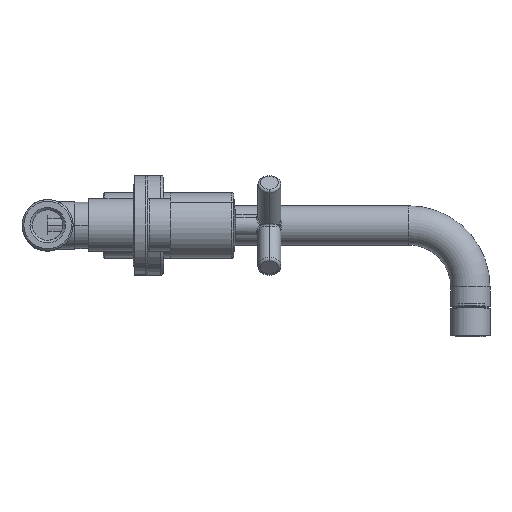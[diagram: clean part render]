
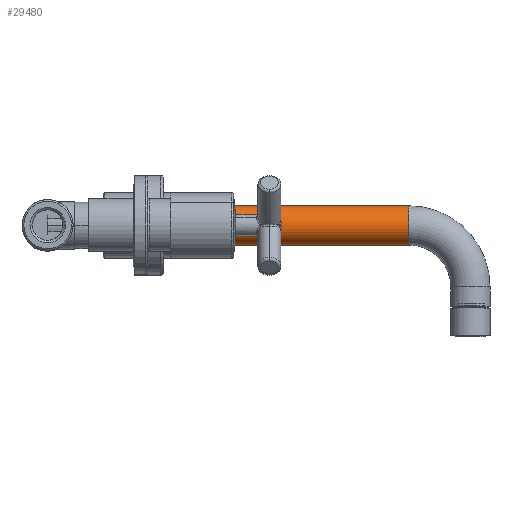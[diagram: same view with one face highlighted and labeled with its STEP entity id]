
A CAD part, top view. The second image highlights one B-rep face of the part: STEP entity #29480.
In plain terms, the highlighted cylindrical face has radius 12 mm (diameter 24 mm), a partial arc.
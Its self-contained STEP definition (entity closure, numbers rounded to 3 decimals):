
#19858=DIRECTION('',(1.,0.,0.));
#19859=VECTOR('',#19858,140.5);
#19860=CARTESIAN_POINT('',(79.9,-12.,111.8));
#19861=LINE('',#19860,#19859);
#19867=CARTESIAN_POINT('',(79.9,0.,111.8));
#19868=DIRECTION('',(1.,0.,0.));
#19869=DIRECTION('',(0.,1.,0.));
#19870=AXIS2_PLACEMENT_3D('',#19867,#19868,#19869);
#19872=DIRECTION('',(1.,0.,0.));
#19873=VECTOR('',#19872,140.5);
#19874=CARTESIAN_POINT('',(79.9,12.,111.8));
#19875=LINE('',#19874,#19873);
#19876=CARTESIAN_POINT('',(220.4,0.,111.8));
#19877=DIRECTION('',(1.,0.,0.));
#19878=DIRECTION('',(0.,1.,0.));
#19879=AXIS2_PLACEMENT_3D('',#19876,#19877,#19878);
#26526=CARTESIAN_POINT('',(79.9,-12.,111.8));
#26527=CARTESIAN_POINT('',(79.9,12.,111.8));
#26528=VERTEX_POINT('',#26526);
#26529=VERTEX_POINT('',#26527);
#26530=CARTESIAN_POINT('',(220.4,-12.,111.8));
#26531=CARTESIAN_POINT('',(220.4,12.,111.8));
#26532=VERTEX_POINT('',#26530);
#26533=VERTEX_POINT('',#26531);
#29468=CARTESIAN_POINT('',(79.9,0.,111.8));
#29469=DIRECTION('',(1.,0.,0.));
#29470=DIRECTION('',(0.,-1.,0.));
#29471=AXIS2_PLACEMENT_3D('',#29468,#29469,#29470);
#29472=CYLINDRICAL_SURFACE('',#29471,12.);
#29473=ORIENTED_EDGE('',*,*,#29457,.F.);
#29474=ORIENTED_EDGE('',*,*,#29446,.T.);
#29476=ORIENTED_EDGE('',*,*,#29475,.T.);
#29477=ORIENTED_EDGE('',*,*,#29443,.F.);
#29478=EDGE_LOOP('',(#29473,#29474,#29476,#29477));
#29479=FACE_OUTER_BOUND('',#29478,.F.);
#29480=ADVANCED_FACE('',(#29479),#29472,.T.);
#19871=CIRCLE('',#19870,12.);
#19880=CIRCLE('',#19879,12.);
#29443=EDGE_CURVE('',#26528,#26532,#19861,.T.);
#29446=EDGE_CURVE('',#26529,#26533,#19875,.T.);
#29457=EDGE_CURVE('',#26529,#26528,#19871,.T.);
#29475=EDGE_CURVE('',#26533,#26532,#19880,.T.);
